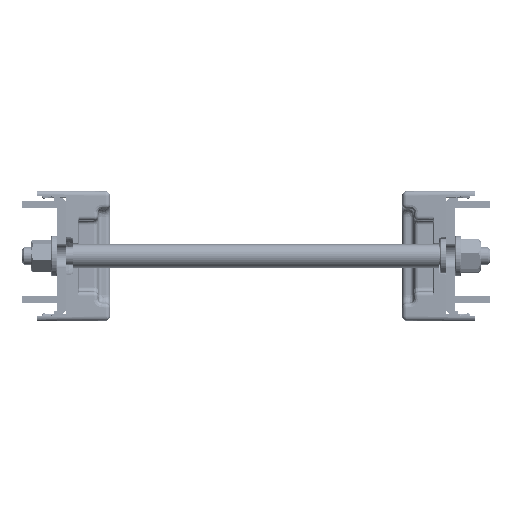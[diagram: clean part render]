
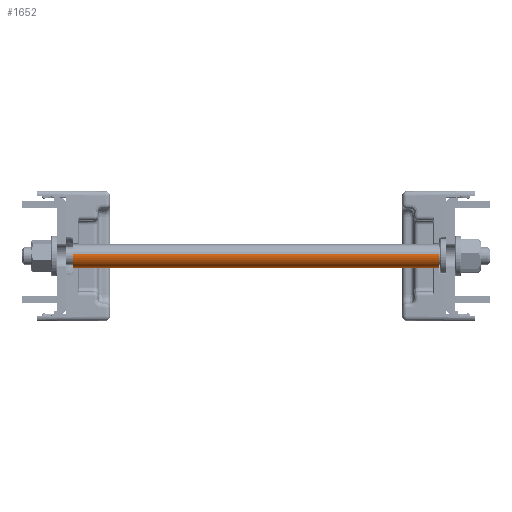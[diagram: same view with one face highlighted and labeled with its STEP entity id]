
A CAD part, left-side view. The second image highlights one B-rep face of the part: STEP entity #1652.
In plain terms, the highlighted cylindrical face has radius 4 mm (diameter 8 mm), a partial arc.
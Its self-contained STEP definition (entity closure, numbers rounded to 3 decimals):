
#1652=ADVANCED_FACE('',(#10969),#10971,.T.);
#10969=FACE_BOUND('',#10970,.T.);
#10970=EDGE_LOOP('',(#24925,#24926,#24927,#24928));
#10971=CYLINDRICAL_SURFACE('',#10972,4.);
#10972=AXIS2_PLACEMENT_3D('',#10973,#10974,#10975);
#10973=CARTESIAN_POINT('',(0.,-6.25,0.));
#10974=DIRECTION('',(0.,1.,0.));
#10975=DIRECTION('',(0.,0.,-1.));
#24925=ORIENTED_EDGE('',*,*,#29489,.T.);
#24926=ORIENTED_EDGE('',*,*,#29490,.T.);
#24927=ORIENTED_EDGE('',*,*,#29491,.F.);
#24928=ORIENTED_EDGE('',*,*,#29492,.F.);
#29489=EDGE_CURVE('',#32065,#32066,#32067,.T.);
#29490=EDGE_CURVE('',#32066,#32068,#32069,.T.);
#29491=EDGE_CURVE('',#32070,#32068,#32071,.T.);
#29492=EDGE_CURVE('',#32065,#32070,#32072,.T.);
#32065=VERTEX_POINT('',#36177);
#32066=VERTEX_POINT('',#36178);
#32067=CIRCLE('',#36179,4.);
#32068=VERTEX_POINT('',#36183);
#32069=LINE('',#36184,#36185);
#32070=VERTEX_POINT('',#36187);
#32071=CIRCLE('',#36188,4.);
#32072=LINE('',#36192,#36193);
#36177=CARTESIAN_POINT('',(0.,0.,-4.));
#36178=CARTESIAN_POINT('',(0.,0.,4.));
#36179=AXIS2_PLACEMENT_3D('',#36180,#36181,#36182);
#36180=CARTESIAN_POINT('',(0.,0.,0.));
#36181=DIRECTION('',(0.,1.,0.));
#36182=DIRECTION('',(0.,0.,-1.));
#36183=CARTESIAN_POINT('',(0.,125.,4.));
#36184=CARTESIAN_POINT('',(0.,0.,4.));
#36185=VECTOR('',#36186,1.);
#36186=DIRECTION('',(0.,1.,0.));
#36187=CARTESIAN_POINT('',(0.,125.,-4.));
#36188=AXIS2_PLACEMENT_3D('',#36189,#36190,#36191);
#36189=CARTESIAN_POINT('',(0.,125.,0.));
#36190=DIRECTION('',(0.,1.,0.));
#36191=DIRECTION('',(0.,0.,-1.));
#36192=CARTESIAN_POINT('',(0.,0.,-4.));
#36193=VECTOR('',#36194,1.);
#36194=DIRECTION('',(0.,1.,0.));
